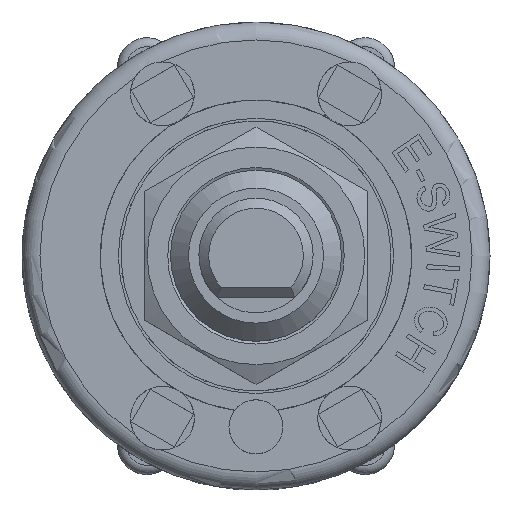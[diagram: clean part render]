
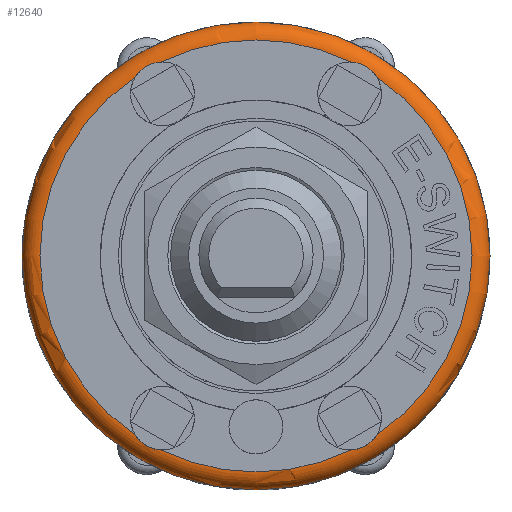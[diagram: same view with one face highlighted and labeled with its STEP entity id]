
A CAD part, top view. The second image highlights one B-rep face of the part: STEP entity #12640.
In plain terms, the highlighted toroidal (fillet/blend) face has major radius 12 mm and minor radius 1 mm.
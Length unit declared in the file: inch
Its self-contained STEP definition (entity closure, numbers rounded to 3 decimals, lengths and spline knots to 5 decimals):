
#28=TOROIDAL_SURFACE('',#13295,0.47244,0.03937);
#648=B_SPLINE_CURVE_WITH_KNOTS('',3,(#21879,#21880,#21881,#21882,#21883,
#21884,#21885,#21886,#21887,#21888,#21889,#21890),.UNSPECIFIED.,.F.,.F.,
(4,2,2,2,2,4),(-0.26924,-0.24463,-0.21597,
-0.19207,-0.16451,-0.13568),.UNSPECIFIED.);
#649=B_SPLINE_CURVE_WITH_KNOTS('',3,(#21902,#21903,#21904,#21905,#21906,
#21907,#21908,#21909,#21910,#21911,#21912,#21913),.UNSPECIFIED.,.F.,.F.,
(4,2,2,2,2,4),(-0.26924,-0.24463,-0.21597,
-0.19207,-0.16451,-0.13568),.UNSPECIFIED.);
#650=B_SPLINE_CURVE_WITH_KNOTS('',3,(#21930,#21931,#21932,#21933,#21934,
#21935,#21936,#21937,#21938,#21939,#21940,#21941),.UNSPECIFIED.,.F.,.F.,
(4,2,2,2,2,4),(-0.26924,-0.24463,-0.21597,
-0.19207,-0.16451,-0.13568),.UNSPECIFIED.);
#651=B_SPLINE_CURVE_WITH_KNOTS('',3,(#21963,#21964,#21965,#21966,#21967,
#21968,#21969,#21970,#21971,#21972,#21973,#21974),.UNSPECIFIED.,.F.,.F.,
(4,2,2,2,2,4),(-0.26924,-0.24463,-0.21597,
-0.19207,-0.16451,-0.13568),.UNSPECIFIED.);
#1727=FACE_OUTER_BOUND('',#2488,.T.);
#2488=EDGE_LOOP('',(#11555,#11556,#11557,#11558,#11559,#11560,#11561,#11562,
#11563,#11564,#11565,#11566));
#5256=CIRCLE('',#13248,0.51181);
#5283=CIRCLE('',#13296,0.03937);
#5284=CIRCLE('',#13297,0.47244);
#5285=CIRCLE('',#13298,0.47244);
#5286=CIRCLE('',#13299,0.47244);
#5287=CIRCLE('',#13300,0.47244);
#5288=CIRCLE('',#13301,0.47244);
#6420=VERTEX_POINT('',#21841);
#6428=VERTEX_POINT('',#21877);
#6429=VERTEX_POINT('',#21878);
#6432=VERTEX_POINT('',#21900);
#6433=VERTEX_POINT('',#21901);
#6438=VERTEX_POINT('',#21928);
#6439=VERTEX_POINT('',#21929);
#6446=VERTEX_POINT('',#21961);
#6447=VERTEX_POINT('',#21962);
#6450=VERTEX_POINT('',#21984);
#8172=EDGE_CURVE('',#6420,#6420,#5256,.T.);
#8190=EDGE_CURVE('',#6428,#6429,#648,.T.);
#8196=EDGE_CURVE('',#6432,#6433,#649,.T.);
#8204=EDGE_CURVE('',#6438,#6439,#650,.T.);
#8214=EDGE_CURVE('',#6446,#6447,#651,.T.);
#8220=EDGE_CURVE('',#6420,#6450,#5283,.T.);
#8221=EDGE_CURVE('',#6450,#6438,#5284,.T.);
#8222=EDGE_CURVE('',#6439,#6432,#5285,.T.);
#8223=EDGE_CURVE('',#6433,#6428,#5286,.T.);
#8224=EDGE_CURVE('',#6429,#6446,#5287,.T.);
#8225=EDGE_CURVE('',#6447,#6450,#5288,.T.);
#11555=ORIENTED_EDGE('',*,*,#8172,.T.);
#11556=ORIENTED_EDGE('',*,*,#8220,.T.);
#11557=ORIENTED_EDGE('',*,*,#8221,.T.);
#11558=ORIENTED_EDGE('',*,*,#8204,.T.);
#11559=ORIENTED_EDGE('',*,*,#8222,.T.);
#11560=ORIENTED_EDGE('',*,*,#8196,.T.);
#11561=ORIENTED_EDGE('',*,*,#8223,.T.);
#11562=ORIENTED_EDGE('',*,*,#8190,.T.);
#11563=ORIENTED_EDGE('',*,*,#8224,.T.);
#11564=ORIENTED_EDGE('',*,*,#8214,.T.);
#11565=ORIENTED_EDGE('',*,*,#8225,.T.);
#11566=ORIENTED_EDGE('',*,*,#8220,.F.);
#12640=ADVANCED_FACE('',(#1727),#28,.T.);
#13248=AXIS2_PLACEMENT_3D('',#21842,#15655,#15656);
#13295=AXIS2_PLACEMENT_3D('',#21983,#15766,#15767);
#13296=AXIS2_PLACEMENT_3D('',#21985,#15768,#15769);
#13297=AXIS2_PLACEMENT_3D('',#21986,#15770,#15771);
#13298=AXIS2_PLACEMENT_3D('',#21987,#15772,#15773);
#13299=AXIS2_PLACEMENT_3D('',#21988,#15774,#15775);
#13300=AXIS2_PLACEMENT_3D('',#21989,#15776,#15777);
#13301=AXIS2_PLACEMENT_3D('',#21990,#15778,#15779);
#15655=DIRECTION('center_axis',(0.,0.,1.));
#15656=DIRECTION('ref_axis',(-1.,0.,0.));
#15766=DIRECTION('center_axis',(0.,0.,-1.));
#15767=DIRECTION('ref_axis',(-1.,0.,0.));
#15768=DIRECTION('center_axis',(0.,-1.,0.));
#15769=DIRECTION('ref_axis',(1.,0.,0.));
#15770=DIRECTION('center_axis',(0.,0.,-1.));
#15771=DIRECTION('ref_axis',(-1.,0.,0.));
#15772=DIRECTION('center_axis',(0.,0.,-1.));
#15773=DIRECTION('ref_axis',(-1.,0.,0.));
#15774=DIRECTION('center_axis',(0.,0.,-1.));
#15775=DIRECTION('ref_axis',(-1.,0.,0.));
#15776=DIRECTION('center_axis',(0.,0.,-1.));
#15777=DIRECTION('ref_axis',(-1.,0.,0.));
#15778=DIRECTION('center_axis',(0.,0.,-1.));
#15779=DIRECTION('ref_axis',(-1.,0.,0.));
#21841=CARTESIAN_POINT('',(0.51181,0.,0.37402));
#21842=CARTESIAN_POINT('Origin',(0.,0.,0.37402));
#21877=CARTESIAN_POINT('',(-0.26379,0.39194,0.41339));
#21878=CARTESIAN_POINT('',(-0.20753,0.42442,0.41339));
#21879=CARTESIAN_POINT('Ctrl Pts',(-0.26379,0.39194,
0.41339));
#21880=CARTESIAN_POINT('Ctrl Pts',(-0.26165,0.39532,
0.41339));
#21881=CARTESIAN_POINT('Ctrl Pts',(-0.25918,0.39859,
0.41329));
#21882=CARTESIAN_POINT('Ctrl Pts',(-0.25306,0.40529,
0.41304));
#21883=CARTESIAN_POINT('Ctrl Pts',(-0.2494,0.40855,
0.4129));
#21884=CARTESIAN_POINT('Ctrl Pts',(-0.24211,0.41377,
0.41277));
#21885=CARTESIAN_POINT('Ctrl Pts',(-0.2386,0.41585,
0.41276));
#21886=CARTESIAN_POINT('Ctrl Pts',(-0.23069,0.41964,
0.41286));
#21887=CARTESIAN_POINT('Ctrl Pts',(-0.22626,0.42124,
0.41299));
#21888=CARTESIAN_POINT('Ctrl Pts',(-0.21694,0.42357,
0.41325));
#21889=CARTESIAN_POINT('Ctrl Pts',(-0.21219,0.42423,
0.41339));
#21890=CARTESIAN_POINT('Ctrl Pts',(-0.20753,0.42442,
0.41339));
#21900=CARTESIAN_POINT('',(-0.20753,-0.42442,0.41339));
#21901=CARTESIAN_POINT('',(-0.26379,-0.39194,0.41339));
#21902=CARTESIAN_POINT('Ctrl Pts',(-0.20753,-0.42442,
0.41339));
#21903=CARTESIAN_POINT('Ctrl Pts',(-0.21153,-0.42426,
0.41339));
#21904=CARTESIAN_POINT('Ctrl Pts',(-0.2156,-0.42375,
0.41329));
#21905=CARTESIAN_POINT('Ctrl Pts',(-0.22446,-0.42181,
0.41304));
#21906=CARTESIAN_POINT('Ctrl Pts',(-0.22911,-0.42026,
0.4129));
#21907=CARTESIAN_POINT('Ctrl Pts',(-0.23728,-0.41656,
0.41277));
#21908=CARTESIAN_POINT('Ctrl Pts',(-0.24084,-0.41456,
0.41276));
#21909=CARTESIAN_POINT('Ctrl Pts',(-0.24808,-0.4096,
0.41286));
#21910=CARTESIAN_POINT('Ctrl Pts',(-0.25168,-0.40656,
0.41299));
#21911=CARTESIAN_POINT('Ctrl Pts',(-0.25836,-0.39966,
0.41325));
#21912=CARTESIAN_POINT('Ctrl Pts',(-0.2613,-0.39588,
0.41339));
#21913=CARTESIAN_POINT('Ctrl Pts',(-0.26379,-0.39194,
0.41339));
#21928=CARTESIAN_POINT('',(0.26379,-0.39194,0.41339));
#21929=CARTESIAN_POINT('',(0.20753,-0.42442,0.41339));
#21930=CARTESIAN_POINT('Ctrl Pts',(0.26379,-0.39194,
0.41339));
#21931=CARTESIAN_POINT('Ctrl Pts',(0.26165,-0.39532,
0.41339));
#21932=CARTESIAN_POINT('Ctrl Pts',(0.25918,-0.39859,
0.41329));
#21933=CARTESIAN_POINT('Ctrl Pts',(0.25306,-0.40529,
0.41304));
#21934=CARTESIAN_POINT('Ctrl Pts',(0.2494,-0.40855,
0.4129));
#21935=CARTESIAN_POINT('Ctrl Pts',(0.24211,-0.41377,
0.41277));
#21936=CARTESIAN_POINT('Ctrl Pts',(0.2386,-0.41585,
0.41276));
#21937=CARTESIAN_POINT('Ctrl Pts',(0.23069,-0.41964,
0.41286));
#21938=CARTESIAN_POINT('Ctrl Pts',(0.22626,-0.42124,
0.41299));
#21939=CARTESIAN_POINT('Ctrl Pts',(0.21694,-0.42357,
0.41325));
#21940=CARTESIAN_POINT('Ctrl Pts',(0.21219,-0.42423,
0.41339));
#21941=CARTESIAN_POINT('Ctrl Pts',(0.20753,-0.42442,
0.41339));
#21961=CARTESIAN_POINT('',(0.20753,0.42442,0.41339));
#21962=CARTESIAN_POINT('',(0.26379,0.39194,0.41339));
#21963=CARTESIAN_POINT('Ctrl Pts',(0.20753,0.42442,0.41339));
#21964=CARTESIAN_POINT('Ctrl Pts',(0.21153,0.42426,
0.41339));
#21965=CARTESIAN_POINT('Ctrl Pts',(0.2156,0.42375,
0.41329));
#21966=CARTESIAN_POINT('Ctrl Pts',(0.22446,0.42181,0.41304));
#21967=CARTESIAN_POINT('Ctrl Pts',(0.22911,0.42026,
0.4129));
#21968=CARTESIAN_POINT('Ctrl Pts',(0.23728,0.41656,0.41277));
#21969=CARTESIAN_POINT('Ctrl Pts',(0.24084,0.41456,
0.41276));
#21970=CARTESIAN_POINT('Ctrl Pts',(0.24808,0.4096,
0.41286));
#21971=CARTESIAN_POINT('Ctrl Pts',(0.25168,0.40656,
0.41299));
#21972=CARTESIAN_POINT('Ctrl Pts',(0.25836,0.39966,
0.41325));
#21973=CARTESIAN_POINT('Ctrl Pts',(0.2613,0.39588,
0.41339));
#21974=CARTESIAN_POINT('Ctrl Pts',(0.26379,0.39194,
0.41339));
#21983=CARTESIAN_POINT('Origin',(0.,0.,0.37402));
#21984=CARTESIAN_POINT('',(0.47244,0.,0.41339));
#21985=CARTESIAN_POINT('Origin',(0.47244,0.,
0.37402));
#21986=CARTESIAN_POINT('Origin',(0.,0.,0.41339));
#21987=CARTESIAN_POINT('Origin',(0.,0.,0.41339));
#21988=CARTESIAN_POINT('Origin',(0.,0.,0.41339));
#21989=CARTESIAN_POINT('Origin',(0.,0.,0.41339));
#21990=CARTESIAN_POINT('Origin',(0.,0.,0.41339));
